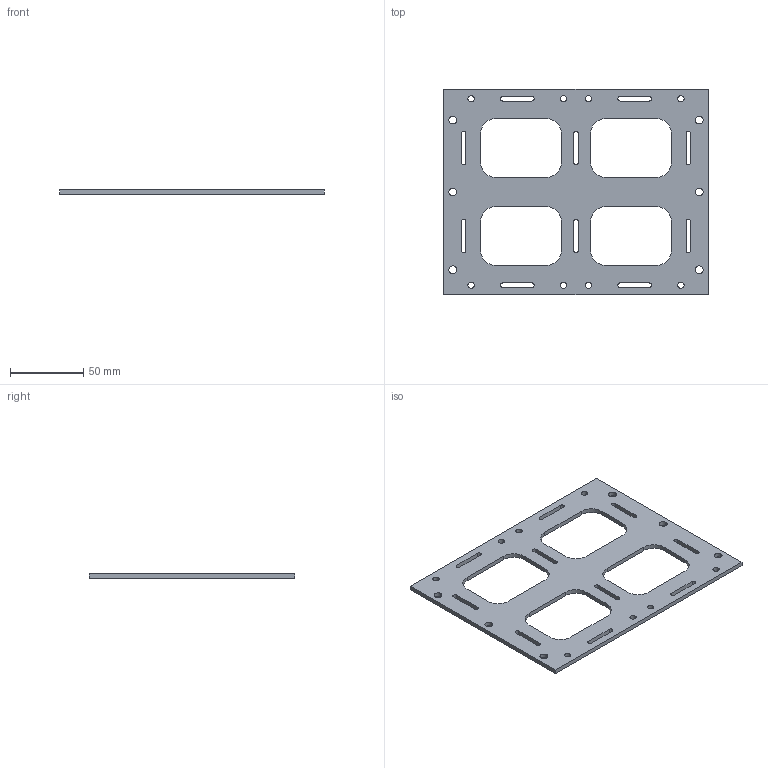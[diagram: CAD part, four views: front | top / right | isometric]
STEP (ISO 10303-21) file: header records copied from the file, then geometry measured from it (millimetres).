
FILE_DESCRIPTION (( 'STEP AP214' ), '1' );
FILE_NAME ('PER3-USI-0014A-SUPPORT BOITIER.STEP', '2021-07-29T07:11:30', ( '' ), ( '' ), 'SwSTEP 2.0', 'SolidWorks 2021', '' );
FILE_SCHEMA (( 'AUTOMOTIVE_DESIGN' ));
Length unit declared in the file: millimetre
Products named in the file (1): PER3-USI-0014A-SUPPORT BOITIER
Bounding box: 180 x 140 x 3 mm (x, y, z)
Volume: 47472.4 mm3; surface area: 37748.9 mm2
Topology: 1 solids, 1 shells, 110 faces, 324 edges, 216 vertices
Faces by surface type: cylinder 68, plane 42
Entity records: 3870 total; most frequent: DIRECTION 682, CARTESIAN_POINT 651, ORIENTED_EDGE 648, EDGE_CURVE 324, AXIS2_PLACEMENT_3D 247, VERTEX_POINT 216, LINE 188, VECTOR 188
